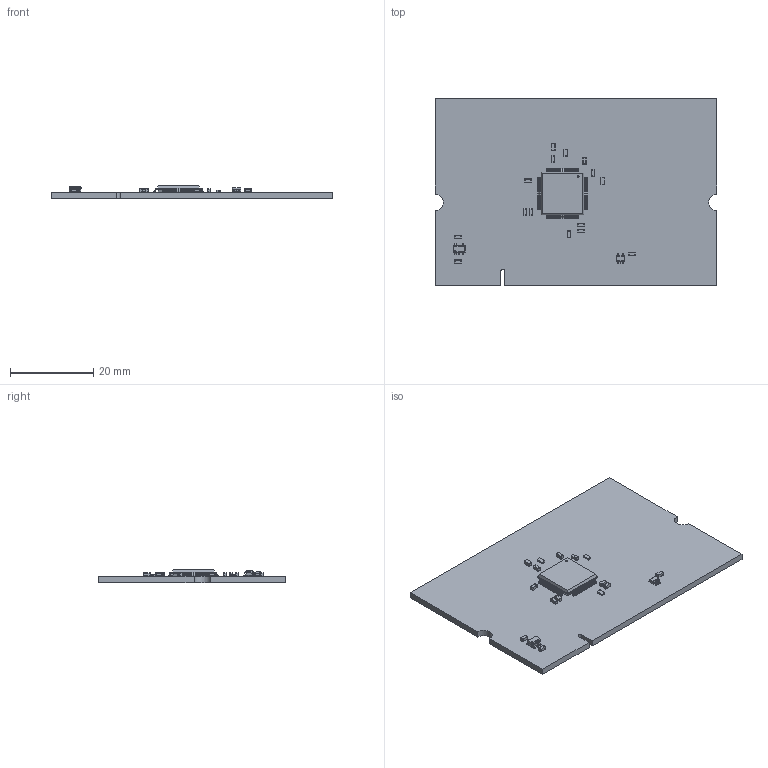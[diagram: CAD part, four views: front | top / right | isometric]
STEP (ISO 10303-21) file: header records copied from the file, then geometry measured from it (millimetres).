
FILE_DESCRIPTION(('Open CASCADE Model'),'2;1');
FILE_NAME('Open CASCADE Shape Model','2022-05-20T19:04:22',('Author'),( 'Open CASCADE'),'Open CASCADE STEP processor 6.8','Open CASCADE 6.8' ,'Unknown');
FILE_SCHEMA(('AUTOMOTIVE_DESIGN { 1 0 10303 214 1 1 1 1 }'));
Length unit declared in the file: millimetre
Products named in the file (62): PCB; Board; Open CASCADE STEP translator 6.8 1.1.1; R201; 6017507328; Mid_Body; Terminal; Open_CASCADE_STEP_translator_6.8_16.2.1; Mark; R203; L201; 6017508448; Open_CASCADE_STEP_translator_6.8_10.1.1; Open_CASCADE_STEP_translator_6.8_10.1.2; Open_CASCADE_STEP_translator_6.8_10.2.1; U202; 5101587936; Body; Open_CASCADE_STEP_translator_6.8_15.1.1; Leader; U201; LQFP64; U101; NOPB; R202; C209; 6017502528; Open_CASCADE_STEP_translator_6.8_12.1.1; Open_CASCADE_STEP_translator_6.8_12.1.2; Open_CASCADE_STEP_translator_6.8_12.2.1; C208; 6017508128; C207; C206; 5164321616; C205; C204; C203; C202; 5164242640 ...
Assembly tree (75 placements, depth 5):
  PCB
    Board
      Open CASCADE STEP translator 6.8 1.1.1
    R201
      6017507328
        Mid_Body
        Terminal  x2
          Open_CASCADE_STEP_translator_6.8_16.2.1
        Mark
    R203
      6017507328
        Mid_Body
        Terminal  x2
          Open_CASCADE_STEP_translator_6.8_16.2.1
        Mark
    L201
      6017508448
        Terminal
          Open_CASCADE_STEP_translator_6.8_10.1.1
          Open_CASCADE_STEP_translator_6.8_10.1.2
        Mid_Body
          Open_CASCADE_STEP_translator_6.8_10.2.1
    U202
      5101587936
        Body
          Open_CASCADE_STEP_translator_6.8_15.1.1
        Leader  x5
    U201
      LQFP64
    U101
      NOPB
    R202
      6017507328
        Mid_Body
        Terminal  x2
          Open_CASCADE_STEP_translator_6.8_16.2.1
        Mark
    C209
      6017502528
        Terminal
          Open_CASCADE_STEP_translator_6.8_12.1.1
          Open_CASCADE_STEP_translator_6.8_12.1.2
        Mid_Body
          Open_CASCADE_STEP_translator_6.8_12.2.1
    C208
      6017508128
        Terminal
          Open_CASCADE_STEP_translator_6.8_12.1.1
          Open_CASCADE_STEP_translator_6.8_12.1.2
        Mid_Body
          Open_CASCADE_STEP_translator_6.8_12.2.1
    C207
      6017502528
        Terminal
          Open_CASCADE_STEP_translator_6.8_12.1.1
          Open_CASCADE_STEP_translator_6.8_12.1.2
        Mid_Body
          Open_CASCADE_STEP_translator_6.8_12.2.1
    C206
      5164321616
Bounding box: 67.6 x 45 x 3.14 mm (x, y, z)
Volume: 4827.4 mm3; surface area: 6940.8 mm2
Topology: 128 solids, 128 shells, 1852 faces, 4441 edges, 2734 vertices
Faces by surface type: plane 1140, cylinder 592, sphere 112, bspline 8
Full cylindrical faces by diameter (mm): 0.404 x1
Entity records: 49796 total; most frequent: CARTESIAN_POINT 7716, DIRECTION 6952, ORIENTED_EDGE 6626, EDGE_CURVE 3313, LINE 2432, VECTOR 2432, AXIS2_PLACEMENT_3D 2260, VERTEX_POINT 2134
